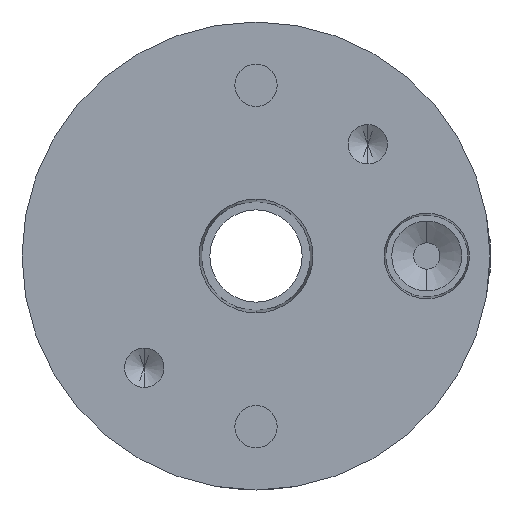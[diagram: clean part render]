
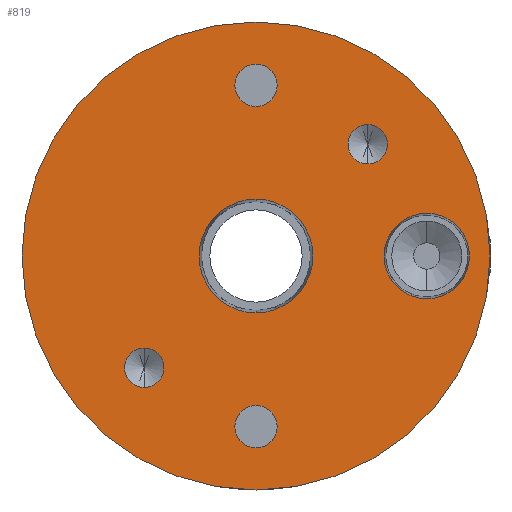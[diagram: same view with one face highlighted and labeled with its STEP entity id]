
A CAD part, front view. The second image highlights one B-rep face of the part: STEP entity #819.
In plain terms, the highlighted planar face has unit normal (0, -1, 0).
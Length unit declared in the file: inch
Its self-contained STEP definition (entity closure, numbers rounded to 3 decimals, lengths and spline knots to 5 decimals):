
#54 = AXIS2_PLACEMENT_3D ( 'NONE', #2333, #3998, #2495 ) ;
#224 = CARTESIAN_POINT ( 'NONE',  ( 0.81, -1.1875, 0.2025 ) ) ;
#261 = DIRECTION ( 'NONE',  ( 0., -1., 0. ) ) ;
#340 = VERTEX_POINT ( 'NONE', #2126 ) ;
#370 = ORIENTED_EDGE ( 'NONE', *, *, #969, .F. ) ;
#380 = AXIS2_PLACEMENT_3D ( 'NONE', #763, #701, #1928 ) ;
#418 = AXIS2_PLACEMENT_3D ( 'NONE', #1405, #2623, #2169 ) ;
#436 = DIRECTION ( 'NONE',  ( 0., -1., 0. ) ) ;
#451 = DIRECTION ( 'NONE',  ( 0., -1., 0. ) ) ;
#507 = DIRECTION ( 'NONE',  ( 0., 0., -1. ) ) ;
#527 = DIRECTION ( 'NONE',  ( 0., -1., 0. ) ) ;
#528 = DIRECTION ( 'NONE',  ( 0., -1., 0. ) ) ;
#560 = ORIENTED_EDGE ( 'NONE', *, *, #3266, .F. ) ;
#571 = AXIS2_PLACEMENT_3D ( 'NONE', #1145, #5272, #3185 ) ;
#593 = AXIS2_PLACEMENT_3D ( 'NONE', #5054, #527, #1787 ) ;
#613 = CARTESIAN_POINT ( 'NONE',  ( 0., -1.1875, 0.9105 ) ) ;
#682 = CARTESIAN_POINT ( 'NONE',  ( 0., -1.1875, -0.81 ) ) ;
#690 = FACE_BOUND ( 'NONE', #2540, .T. ) ;
#701 = DIRECTION ( 'NONE',  ( 0., 1., 0. ) ) ;
#742 = EDGE_LOOP ( 'NONE', ( #2993, #2485 ) ) ;
#763 = CARTESIAN_POINT ( 'NONE',  ( 0., -1.1875, 0. ) ) ;
#766 = VERTEX_POINT ( 'NONE', #224 ) ;
#771 = ORIENTED_EDGE ( 'NONE', *, *, #3376, .F. ) ;
#781 = FACE_BOUND ( 'NONE', #742, .T. ) ;
#819 = ADVANCED_FACE ( 'NONE', ( #690, #2446, #1593, #781, #1947, #3613, #5290 ), #4117, .F. ) ;
#969 = EDGE_CURVE ( 'NONE', #5070, #4934, #1540, .T. ) ;
#1012 = CIRCLE ( 'NONE', #571, 0.2025 ) ;
#1132 = ORIENTED_EDGE ( 'NONE', *, *, #5087, .F. ) ;
#1145 = CARTESIAN_POINT ( 'NONE',  ( 0.81, -1.1875, 0. ) ) ;
#1205 = EDGE_CURVE ( 'NONE', #340, #4141, #2584, .T. ) ;
#1255 = CARTESIAN_POINT ( 'NONE',  ( 0.53033, -1.1875, 0.43658 ) ) ;
#1265 = CIRCLE ( 'NONE', #380, 1.11 ) ;
#1277 = AXIS2_PLACEMENT_3D ( 'NONE', #5287, #1537, #3664 ) ;
#1297 = CARTESIAN_POINT ( 'NONE',  ( 0., -1.1875, 0. ) ) ;
#1405 = CARTESIAN_POINT ( 'NONE',  ( 0., -1.1875, -0.81 ) ) ;
#1423 = AXIS2_PLACEMENT_3D ( 'NONE', #2366, #261, #3207 ) ;
#1472 = CIRCLE ( 'NONE', #593, 0.27002 ) ;
#1521 = EDGE_LOOP ( 'NONE', ( #3767, #4329 ) ) ;
#1537 = DIRECTION ( 'NONE',  ( 0., -1., 0. ) ) ;
#1540 = CIRCLE ( 'NONE', #3720, 0.1005 ) ;
#1582 = ORIENTED_EDGE ( 'NONE', *, *, #1770, .F. ) ;
#1593 = FACE_BOUND ( 'NONE', #4497, .T. ) ;
#1619 = EDGE_LOOP ( 'NONE', ( #560, #3062 ) ) ;
#1706 = DIRECTION ( 'NONE',  ( 0., 0., -1. ) ) ;
#1708 = AXIS2_PLACEMENT_3D ( 'NONE', #1297, #4701, #2183 ) ;
#1770 = EDGE_CURVE ( 'NONE', #3684, #766, #1012, .T. ) ;
#1787 = DIRECTION ( 'NONE',  ( 0., 0., -1. ) ) ;
#1830 = EDGE_CURVE ( 'NONE', #4993, #1960, #4366, .T. ) ;
#1928 = DIRECTION ( 'NONE',  ( 0., 0., 1. ) ) ;
#1934 = DIRECTION ( 'NONE',  ( 0., 0., -1. ) ) ;
#1937 = VERTEX_POINT ( 'NONE', #3666 ) ;
#1947 = FACE_BOUND ( 'NONE', #4673, .T. ) ;
#1960 = VERTEX_POINT ( 'NONE', #613 ) ;
#2094 = CIRCLE ( 'NONE', #3220, 0.09375 ) ;
#2098 = EDGE_CURVE ( 'NONE', #2886, #4634, #3052, .T. ) ;
#2126 = CARTESIAN_POINT ( 'NONE',  ( 0., -1.1875, -0.27002 ) ) ;
#2128 = AXIS2_PLACEMENT_3D ( 'NONE', #3298, #451, #2902 ) ;
#2169 = DIRECTION ( 'NONE',  ( 0., 0., -1. ) ) ;
#2183 = DIRECTION ( 'NONE',  ( 0., 0., 1. ) ) ;
#2333 = CARTESIAN_POINT ( 'NONE',  ( 1.11, -1.1875, 0. ) ) ;
#2336 = CARTESIAN_POINT ( 'NONE',  ( 0.53033, -1.1875, 0.62408 ) ) ;
#2352 = DIRECTION ( 'NONE',  ( 0., -1., 0. ) ) ;
#2366 = CARTESIAN_POINT ( 'NONE',  ( 0., -1.1875, 0.81 ) ) ;
#2398 = CIRCLE ( 'NONE', #3267, 0.09375 ) ;
#2438 = EDGE_CURVE ( 'NONE', #2919, #4710, #5364, .T. ) ;
#2446 = FACE_BOUND ( 'NONE', #1521, .T. ) ;
#2482 = CARTESIAN_POINT ( 'NONE',  ( 0., -1.1875, 0.81 ) ) ;
#2485 = ORIENTED_EDGE ( 'NONE', *, *, #2643, .F. ) ;
#2495 = DIRECTION ( 'NONE',  ( 0., 0., 1. ) ) ;
#2540 = EDGE_LOOP ( 'NONE', ( #3310, #4970 ) ) ;
#2584 = CIRCLE ( 'NONE', #1277, 0.27002 ) ;
#2623 = DIRECTION ( 'NONE',  ( 0., -1., 0. ) ) ;
#2643 = EDGE_CURVE ( 'NONE', #1960, #4993, #4676, .T. ) ;
#2707 = CARTESIAN_POINT ( 'NONE',  ( -0.53033, -1.1875, -0.43658 ) ) ;
#2721 = EDGE_LOOP ( 'NONE', ( #3675, #4726 ) ) ;
#2886 = VERTEX_POINT ( 'NONE', #4813 ) ;
#2902 = DIRECTION ( 'NONE',  ( 0., 0., -1. ) ) ;
#2919 = VERTEX_POINT ( 'NONE', #2336 ) ;
#2938 = DIRECTION ( 'NONE',  ( 0., 0., -1. ) ) ;
#2993 = ORIENTED_EDGE ( 'NONE', *, *, #1830, .F. ) ;
#3052 = CIRCLE ( 'NONE', #4641, 0.09375 ) ;
#3062 = ORIENTED_EDGE ( 'NONE', *, *, #4113, .F. ) ;
#3179 = EDGE_CURVE ( 'NONE', #4634, #2886, #2094, .T. ) ;
#3185 = DIRECTION ( 'NONE',  ( 0., 0., -1. ) ) ;
#3203 = CIRCLE ( 'NONE', #418, 0.1005 ) ;
#3207 = DIRECTION ( 'NONE',  ( 0., 0., -1. ) ) ;
#3220 = AXIS2_PLACEMENT_3D ( 'NONE', #4611, #436, #2938 ) ;
#3266 = EDGE_CURVE ( 'NONE', #1937, #4089, #1265, .T. ) ;
#3267 = AXIS2_PLACEMENT_3D ( 'NONE', #4306, #528, #507 ) ;
#3273 = CIRCLE ( 'NONE', #1708, 1.11 ) ;
#3298 = CARTESIAN_POINT ( 'NONE',  ( 0.81, -1.1875, 0. ) ) ;
#3310 = ORIENTED_EDGE ( 'NONE', *, *, #2098, .F. ) ;
#3376 = EDGE_CURVE ( 'NONE', #766, #3684, #4257, .T. ) ;
#3444 = AXIS2_PLACEMENT_3D ( 'NONE', #4529, #4441, #1934 ) ;
#3476 = AXIS2_PLACEMENT_3D ( 'NONE', #2482, #3678, #4165 ) ;
#3613 = FACE_BOUND ( 'NONE', #2721, .T. ) ;
#3664 = DIRECTION ( 'NONE',  ( 0., 0., -1. ) ) ;
#3666 = CARTESIAN_POINT ( 'NONE',  ( 0., -1.1875, 1.11 ) ) ;
#3675 = ORIENTED_EDGE ( 'NONE', *, *, #1205, .F. ) ;
#3678 = DIRECTION ( 'NONE',  ( 0., -1., 0. ) ) ;
#3684 = VERTEX_POINT ( 'NONE', #5135 ) ;
#3685 = EDGE_CURVE ( 'NONE', #4710, #2919, #2398, .T. ) ;
#3720 = AXIS2_PLACEMENT_3D ( 'NONE', #682, #2352, #4017 ) ;
#3748 = CARTESIAN_POINT ( 'NONE',  ( 0., -1.1875, -1.11 ) ) ;
#3767 = ORIENTED_EDGE ( 'NONE', *, *, #3685, .F. ) ;
#3836 = CARTESIAN_POINT ( 'NONE',  ( 0., -1.1875, -0.7095 ) ) ;
#3998 = DIRECTION ( 'NONE',  ( 0., 1., 0. ) ) ;
#4017 = DIRECTION ( 'NONE',  ( 0., 0., -1. ) ) ;
#4089 = VERTEX_POINT ( 'NONE', #3748 ) ;
#4113 = EDGE_CURVE ( 'NONE', #4089, #1937, #3273, .T. ) ;
#4117 = PLANE ( 'NONE',  #54 ) ;
#4141 = VERTEX_POINT ( 'NONE', #4802 ) ;
#4165 = DIRECTION ( 'NONE',  ( 0., 0., -1. ) ) ;
#4257 = CIRCLE ( 'NONE', #2128, 0.2025 ) ;
#4306 = CARTESIAN_POINT ( 'NONE',  ( 0.53033, -1.1875, 0.53033 ) ) ;
#4311 = CARTESIAN_POINT ( 'NONE',  ( 0., -1.1875, 0.7095 ) ) ;
#4329 = ORIENTED_EDGE ( 'NONE', *, *, #2438, .F. ) ;
#4366 = CIRCLE ( 'NONE', #3476, 0.1005 ) ;
#4441 = DIRECTION ( 'NONE',  ( 0., -1., 0. ) ) ;
#4462 = CARTESIAN_POINT ( 'NONE',  ( 0., -1.1875, -0.9105 ) ) ;
#4497 = EDGE_LOOP ( 'NONE', ( #1582, #771 ) ) ;
#4529 = CARTESIAN_POINT ( 'NONE',  ( 0.53033, -1.1875, 0.53033 ) ) ;
#4611 = CARTESIAN_POINT ( 'NONE',  ( -0.53033, -1.1875, -0.53033 ) ) ;
#4634 = VERTEX_POINT ( 'NONE', #2707 ) ;
#4641 = AXIS2_PLACEMENT_3D ( 'NONE', #5026, #5402, #1706 ) ;
#4673 = EDGE_LOOP ( 'NONE', ( #1132, #370 ) ) ;
#4676 = CIRCLE ( 'NONE', #1423, 0.1005 ) ;
#4701 = DIRECTION ( 'NONE',  ( 0., 1., 0. ) ) ;
#4710 = VERTEX_POINT ( 'NONE', #1255 ) ;
#4726 = ORIENTED_EDGE ( 'NONE', *, *, #5419, .F. ) ;
#4802 = CARTESIAN_POINT ( 'NONE',  ( 0., -1.1875, 0.27002 ) ) ;
#4813 = CARTESIAN_POINT ( 'NONE',  ( -0.53033, -1.1875, -0.62408 ) ) ;
#4934 = VERTEX_POINT ( 'NONE', #4462 ) ;
#4970 = ORIENTED_EDGE ( 'NONE', *, *, #3179, .F. ) ;
#4993 = VERTEX_POINT ( 'NONE', #4311 ) ;
#5026 = CARTESIAN_POINT ( 'NONE',  ( -0.53033, -1.1875, -0.53033 ) ) ;
#5054 = CARTESIAN_POINT ( 'NONE',  ( 0., -1.1875, 0. ) ) ;
#5070 = VERTEX_POINT ( 'NONE', #3836 ) ;
#5087 = EDGE_CURVE ( 'NONE', #4934, #5070, #3203, .T. ) ;
#5135 = CARTESIAN_POINT ( 'NONE',  ( 0.81, -1.1875, -0.2025 ) ) ;
#5272 = DIRECTION ( 'NONE',  ( 0., -1., 0. ) ) ;
#5287 = CARTESIAN_POINT ( 'NONE',  ( 0., -1.1875, 0. ) ) ;
#5290 = FACE_OUTER_BOUND ( 'NONE', #1619, .T. ) ;
#5364 = CIRCLE ( 'NONE', #3444, 0.09375 ) ;
#5402 = DIRECTION ( 'NONE',  ( 0., -1., 0. ) ) ;
#5419 = EDGE_CURVE ( 'NONE', #4141, #340, #1472, .T. ) ;
